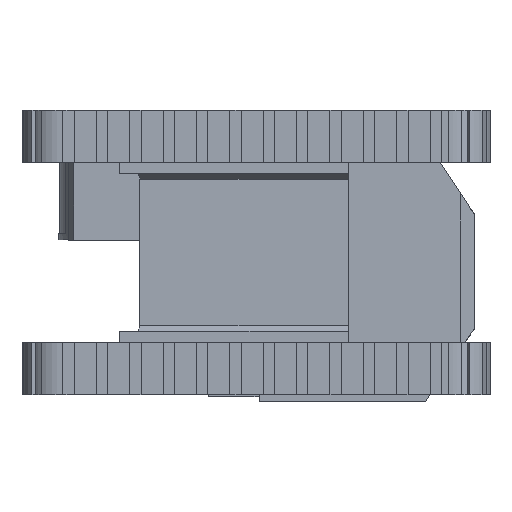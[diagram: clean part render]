
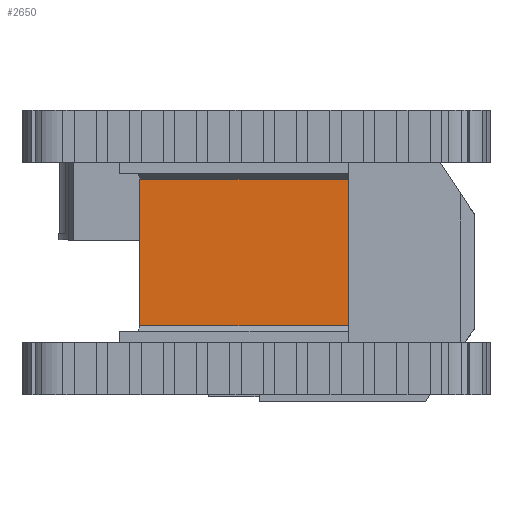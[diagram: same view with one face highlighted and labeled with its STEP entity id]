
A CAD part, front view. The second image highlights one B-rep face of the part: STEP entity #2650.
In plain terms, the highlighted planar face has unit normal (0, -1, 0).
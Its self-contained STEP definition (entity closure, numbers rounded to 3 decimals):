
#2650=ADVANCED_FACE('',(#3935),#24730,.T.);
#3935=FACE_OUTER_BOUND('',#5309,.T.);
#5309=EDGE_LOOP('',(#12668,#12669,#12670,#12671));
#12668=ORIENTED_EDGE('',*,*,#16670,.T.);
#12669=ORIENTED_EDGE('',*,*,#16671,.T.);
#12670=ORIENTED_EDGE('',*,*,#16672,.T.);
#12671=ORIENTED_EDGE('',*,*,#16668,.F.);
#16668=EDGE_CURVE('',#23723,#23724,#19834,.T.);
#16670=EDGE_CURVE('',#23723,#23725,#19836,.T.);
#16671=EDGE_CURVE('',#23725,#23726,#19837,.T.);
#16672=EDGE_CURVE('',#23726,#23724,#19838,.T.);
#19834=B_SPLINE_CURVE_WITH_KNOTS('',1,(#42270,#42271),.UNSPECIFIED.,.F.,
 .F.,(2,2),(0.,2006.251),.UNSPECIFIED.);
#19836=B_SPLINE_CURVE_WITH_KNOTS('',1,(#42274,#42275),.UNSPECIFIED.,.F.,
 .F.,(2,2),(0.,1409.),.UNSPECIFIED.);
#19837=B_SPLINE_CURVE_WITH_KNOTS('',1,(#42276,#42277),.UNSPECIFIED.,.F.,
 .F.,(2,2),(0.,2006.251),.UNSPECIFIED.);
#19838=B_SPLINE_CURVE_WITH_KNOTS('',1,(#42278,#42279),.UNSPECIFIED.,.F.,
 .F.,(2,2),(0.,1409.),.UNSPECIFIED.);
#23723=VERTEX_POINT('',#35212);
#23724=VERTEX_POINT('',#35213);
#23725=VERTEX_POINT('',#35214);
#23726=VERTEX_POINT('',#35215);
#24730=PLANE('',#26538);
#26538=AXIS2_PLACEMENT_3D('',#32974,#28618,$);
#28618=DIRECTION('',(0.,-1.,0.));
#32974=CARTESIAN_POINT('',(-1298.625,695.,845.4));
#35212=CARTESIAN_POINT('',(908.251,695.,-704.5));
#35213=CARTESIAN_POINT('',(-1098.,695.,-704.5));
#35214=CARTESIAN_POINT('',(908.251,695.,704.5));
#35215=CARTESIAN_POINT('',(-1098.,695.,704.5));
#42270=CARTESIAN_POINT('',(908.251,695.,-704.5));
#42271=CARTESIAN_POINT('',(-1098.,695.,-704.5));
#42274=CARTESIAN_POINT('',(908.251,695.,-704.5));
#42275=CARTESIAN_POINT('',(908.251,695.,704.5));
#42276=CARTESIAN_POINT('',(908.251,695.,704.5));
#42277=CARTESIAN_POINT('',(-1098.,695.,704.5));
#42278=CARTESIAN_POINT('',(-1098.,695.,704.5));
#42279=CARTESIAN_POINT('',(-1098.,695.,-704.5));
